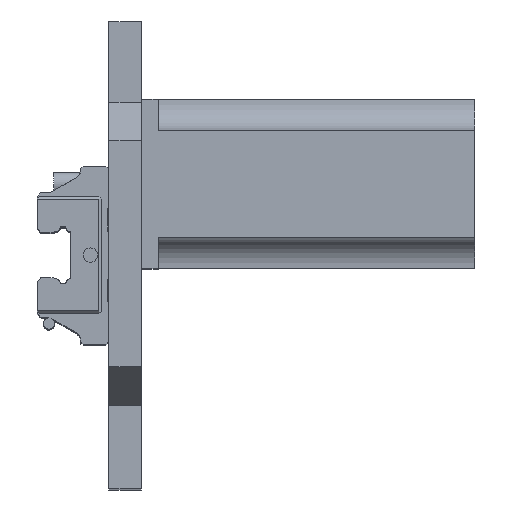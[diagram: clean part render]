
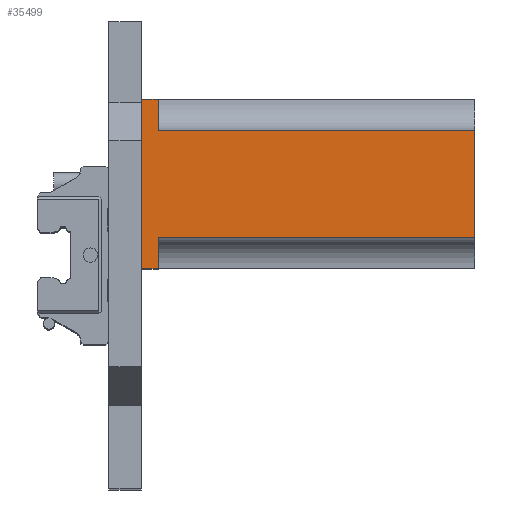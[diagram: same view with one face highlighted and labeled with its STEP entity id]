
A CAD part, top view. The second image highlights one B-rep face of the part: STEP entity #35499.
In plain terms, the highlighted face is planar.
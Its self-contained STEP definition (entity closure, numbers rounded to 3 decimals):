
#35023 = VERTEX_POINT('',#35024);
#35024 = CARTESIAN_POINT('',(-30.,30.,0.));
#35031 = PLANE('',#35032);
#35032 = AXIS2_PLACEMENT_3D('',#35033,#35034,#35035);
#35033 = CARTESIAN_POINT('',(30.,30.,0.));
#35034 = DIRECTION('',(0.,-1.,0.));
#35035 = DIRECTION('',(-1.,0.,0.));
#35043 = PLANE('',#35044);
#35044 = AXIS2_PLACEMENT_3D('',#35045,#35046,#35047);
#35045 = CARTESIAN_POINT('',(0.,0.,0.));
#35046 = DIRECTION('',(0.,0.,1.));
#35047 = DIRECTION('',(1.,0.,0.));
#35155 = PLANE('',#35156);
#35156 = AXIS2_PLACEMENT_3D('',#35157,#35158,#35159);
#35157 = CARTESIAN_POINT('',(0.,0.,118.));
#35158 = DIRECTION('',(0.,0.,1.));
#35159 = DIRECTION('',(1.,0.,0.));
#35183 = CYLINDRICAL_SURFACE('',#35184,11.);
#35184 = AXIS2_PLACEMENT_3D('',#35185,#35186,#35187);
#35185 = CARTESIAN_POINT('',(-30.,30.,118.));
#35186 = DIRECTION('',(0.,0.,1.));
#35187 = DIRECTION('',(0.,-1.,0.));
#35196 = VERTEX_POINT('',#35197);
#35197 = CARTESIAN_POINT('',(-30.,30.,6.));
#35211 = PLANE('',#35212);
#35212 = AXIS2_PLACEMENT_3D('',#35213,#35214,#35215);
#35213 = CARTESIAN_POINT('',(-30.,30.,6.));
#35214 = DIRECTION('',(0.,0.,1.));
#35215 = DIRECTION('',(1.,0.,0.));
#35223 = EDGE_CURVE('',#35023,#35196,#35224,.T.);
#35224 = SURFACE_CURVE('',#35225,(#35229,#35236),.PCURVE_S1.);
#35225 = LINE('',#35226,#35227);
#35226 = CARTESIAN_POINT('',(-30.,30.,0.));
#35227 = VECTOR('',#35228,1.);
#35228 = DIRECTION('',(0.,0.,1.));
#35229 = PCURVE('',#35031,#35230);
#35230 = DEFINITIONAL_REPRESENTATION('',(#35231),#35235);
#35231 = LINE('',#35232,#35233);
#35232 = CARTESIAN_POINT('',(60.,0.));
#35233 = VECTOR('',#35234,1.);
#35234 = DIRECTION('',(0.,-1.));
#35235 = ( GEOMETRIC_REPRESENTATION_CONTEXT(2) 
PARAMETRIC_REPRESENTATION_CONTEXT() REPRESENTATION_CONTEXT('2D SPACE',''
  ) );
#35236 = PCURVE('',#35237,#35242);
#35237 = PLANE('',#35238);
#35238 = AXIS2_PLACEMENT_3D('',#35239,#35240,#35241);
#35239 = CARTESIAN_POINT('',(-30.,30.,0.));
#35240 = DIRECTION('',(1.,0.,0.));
#35241 = DIRECTION('',(0.,-1.,0.));
#35242 = DEFINITIONAL_REPRESENTATION('',(#35243),#35247);
#35243 = LINE('',#35244,#35245);
#35244 = CARTESIAN_POINT('',(0.,0.));
#35245 = VECTOR('',#35246,1.);
#35246 = DIRECTION('',(0.,-1.));
#35247 = ( GEOMETRIC_REPRESENTATION_CONTEXT(2) 
PARAMETRIC_REPRESENTATION_CONTEXT() REPRESENTATION_CONTEXT('2D SPACE',''
  ) );
#35253 = EDGE_CURVE('',#35023,#35254,#35256,.T.);
#35254 = VERTEX_POINT('',#35255);
#35255 = CARTESIAN_POINT('',(-30.,-30.,0.));
#35256 = SURFACE_CURVE('',#35257,(#35261,#35268),.PCURVE_S1.);
#35257 = LINE('',#35258,#35259);
#35258 = CARTESIAN_POINT('',(-30.,30.,0.));
#35259 = VECTOR('',#35260,1.);
#35260 = DIRECTION('',(0.,-1.,0.));
#35261 = PCURVE('',#35043,#35262);
#35262 = DEFINITIONAL_REPRESENTATION('',(#35263),#35267);
#35263 = LINE('',#35264,#35265);
#35264 = CARTESIAN_POINT('',(-30.,30.));
#35265 = VECTOR('',#35266,1.);
#35266 = DIRECTION('',(0.,-1.));
#35267 = ( GEOMETRIC_REPRESENTATION_CONTEXT(2) 
PARAMETRIC_REPRESENTATION_CONTEXT() REPRESENTATION_CONTEXT('2D SPACE',''
  ) );
#35268 = PCURVE('',#35237,#35269);
#35269 = DEFINITIONAL_REPRESENTATION('',(#35270),#35274);
#35270 = LINE('',#35271,#35272);
#35271 = CARTESIAN_POINT('',(0.,0.));
#35272 = VECTOR('',#35273,1.);
#35273 = DIRECTION('',(1.,0.));
#35274 = ( GEOMETRIC_REPRESENTATION_CONTEXT(2) 
PARAMETRIC_REPRESENTATION_CONTEXT() REPRESENTATION_CONTEXT('2D SPACE',''
  ) );
#35292 = PLANE('',#35293);
#35293 = AXIS2_PLACEMENT_3D('',#35294,#35295,#35296);
#35294 = CARTESIAN_POINT('',(-30.,-30.,0.));
#35295 = DIRECTION('',(0.,1.,0.));
#35296 = DIRECTION('',(1.,0.,0.));
#35499 = ADVANCED_FACE('',(#35500),#35237,.F.);
#35500 = FACE_BOUND('',#35501,.F.);
#35501 = EDGE_LOOP('',(#35502,#35503,#35504,#35527,#35550,#35573,#35601,
    #35629));
#35502 = ORIENTED_EDGE('',*,*,#35253,.F.);
#35503 = ORIENTED_EDGE('',*,*,#35223,.T.);
#35504 = ORIENTED_EDGE('',*,*,#35505,.T.);
#35505 = EDGE_CURVE('',#35196,#35506,#35508,.T.);
#35506 = VERTEX_POINT('',#35507);
#35507 = CARTESIAN_POINT('',(-30.,19.,6.));
#35508 = SURFACE_CURVE('',#35509,(#35513,#35520),.PCURVE_S1.);
#35509 = LINE('',#35510,#35511);
#35510 = CARTESIAN_POINT('',(-30.,30.,6.));
#35511 = VECTOR('',#35512,1.);
#35512 = DIRECTION('',(0.,-1.,0.));
#35513 = PCURVE('',#35237,#35514);
#35514 = DEFINITIONAL_REPRESENTATION('',(#35515),#35519);
#35515 = LINE('',#35516,#35517);
#35516 = CARTESIAN_POINT('',(0.,-6.));
#35517 = VECTOR('',#35518,1.);
#35518 = DIRECTION('',(1.,0.));
#35519 = ( GEOMETRIC_REPRESENTATION_CONTEXT(2) 
PARAMETRIC_REPRESENTATION_CONTEXT() REPRESENTATION_CONTEXT('2D SPACE',''
  ) );
#35520 = PCURVE('',#35211,#35521);
#35521 = DEFINITIONAL_REPRESENTATION('',(#35522),#35526);
#35522 = LINE('',#35523,#35524);
#35523 = CARTESIAN_POINT('',(0.,0.));
#35524 = VECTOR('',#35525,1.);
#35525 = DIRECTION('',(0.,-1.));
#35526 = ( GEOMETRIC_REPRESENTATION_CONTEXT(2) 
PARAMETRIC_REPRESENTATION_CONTEXT() REPRESENTATION_CONTEXT('2D SPACE',''
  ) );
#35527 = ORIENTED_EDGE('',*,*,#35528,.F.);
#35528 = EDGE_CURVE('',#35529,#35506,#35531,.T.);
#35529 = VERTEX_POINT('',#35530);
#35530 = CARTESIAN_POINT('',(-30.,19.,118.));
#35531 = SURFACE_CURVE('',#35532,(#35536,#35543),.PCURVE_S1.);
#35532 = LINE('',#35533,#35534);
#35533 = CARTESIAN_POINT('',(-30.,19.,118.));
#35534 = VECTOR('',#35535,1.);
#35535 = DIRECTION('',(-0.,0.,-1.));
#35536 = PCURVE('',#35237,#35537);
#35537 = DEFINITIONAL_REPRESENTATION('',(#35538),#35542);
#35538 = LINE('',#35539,#35540);
#35539 = CARTESIAN_POINT('',(11.,-118.));
#35540 = VECTOR('',#35541,1.);
#35541 = DIRECTION('',(-0.,1.));
#35542 = ( GEOMETRIC_REPRESENTATION_CONTEXT(2) 
PARAMETRIC_REPRESENTATION_CONTEXT() REPRESENTATION_CONTEXT('2D SPACE',''
  ) );
#35543 = PCURVE('',#35183,#35544);
#35544 = DEFINITIONAL_REPRESENTATION('',(#35545),#35549);
#35545 = LINE('',#35546,#35547);
#35546 = CARTESIAN_POINT('',(0.,0.));
#35547 = VECTOR('',#35548,1.);
#35548 = DIRECTION('',(0.,-1.));
#35549 = ( GEOMETRIC_REPRESENTATION_CONTEXT(2) 
PARAMETRIC_REPRESENTATION_CONTEXT() REPRESENTATION_CONTEXT('2D SPACE',''
  ) );
#35550 = ORIENTED_EDGE('',*,*,#35551,.T.);
#35551 = EDGE_CURVE('',#35529,#35552,#35554,.T.);
#35552 = VERTEX_POINT('',#35553);
#35553 = CARTESIAN_POINT('',(-30.,-19.,118.));
#35554 = SURFACE_CURVE('',#35555,(#35559,#35566),.PCURVE_S1.);
#35555 = LINE('',#35556,#35557);
#35556 = CARTESIAN_POINT('',(-30.,30.,118.));
#35557 = VECTOR('',#35558,1.);
#35558 = DIRECTION('',(0.,-1.,0.));
#35559 = PCURVE('',#35237,#35560);
#35560 = DEFINITIONAL_REPRESENTATION('',(#35561),#35565);
#35561 = LINE('',#35562,#35563);
#35562 = CARTESIAN_POINT('',(0.,-118.));
#35563 = VECTOR('',#35564,1.);
#35564 = DIRECTION('',(1.,0.));
#35565 = ( GEOMETRIC_REPRESENTATION_CONTEXT(2) 
PARAMETRIC_REPRESENTATION_CONTEXT() REPRESENTATION_CONTEXT('2D SPACE',''
  ) );
#35566 = PCURVE('',#35155,#35567);
#35567 = DEFINITIONAL_REPRESENTATION('',(#35568),#35572);
#35568 = LINE('',#35569,#35570);
#35569 = CARTESIAN_POINT('',(-30.,30.));
#35570 = VECTOR('',#35571,1.);
#35571 = DIRECTION('',(0.,-1.));
#35572 = ( GEOMETRIC_REPRESENTATION_CONTEXT(2) 
PARAMETRIC_REPRESENTATION_CONTEXT() REPRESENTATION_CONTEXT('2D SPACE',''
  ) );
#35573 = ORIENTED_EDGE('',*,*,#35574,.F.);
#35574 = EDGE_CURVE('',#35575,#35552,#35577,.T.);
#35575 = VERTEX_POINT('',#35576);
#35576 = CARTESIAN_POINT('',(-30.,-19.,6.));
#35577 = SURFACE_CURVE('',#35578,(#35582,#35589),.PCURVE_S1.);
#35578 = LINE('',#35579,#35580);
#35579 = CARTESIAN_POINT('',(-30.,-19.,118.));
#35580 = VECTOR('',#35581,1.);
#35581 = DIRECTION('',(0.,0.,1.));
#35582 = PCURVE('',#35237,#35583);
#35583 = DEFINITIONAL_REPRESENTATION('',(#35584),#35588);
#35584 = LINE('',#35585,#35586);
#35585 = CARTESIAN_POINT('',(49.,-118.));
#35586 = VECTOR('',#35587,1.);
#35587 = DIRECTION('',(0.,-1.));
#35588 = ( GEOMETRIC_REPRESENTATION_CONTEXT(2) 
PARAMETRIC_REPRESENTATION_CONTEXT() REPRESENTATION_CONTEXT('2D SPACE',''
  ) );
#35589 = PCURVE('',#35590,#35595);
#35590 = CYLINDRICAL_SURFACE('',#35591,11.);
#35591 = AXIS2_PLACEMENT_3D('',#35592,#35593,#35594);
#35592 = CARTESIAN_POINT('',(-30.,-30.,118.));
#35593 = DIRECTION('',(0.,0.,1.));
#35594 = DIRECTION('',(1.,0.,0.));
#35595 = DEFINITIONAL_REPRESENTATION('',(#35596),#35600);
#35596 = LINE('',#35597,#35598);
#35597 = CARTESIAN_POINT('',(1.571,0.));
#35598 = VECTOR('',#35599,1.);
#35599 = DIRECTION('',(0.,1.));
#35600 = ( GEOMETRIC_REPRESENTATION_CONTEXT(2) 
PARAMETRIC_REPRESENTATION_CONTEXT() REPRESENTATION_CONTEXT('2D SPACE',''
  ) );
#35601 = ORIENTED_EDGE('',*,*,#35602,.T.);
#35602 = EDGE_CURVE('',#35575,#35603,#35605,.T.);
#35603 = VERTEX_POINT('',#35604);
#35604 = CARTESIAN_POINT('',(-30.,-30.,6.));
#35605 = SURFACE_CURVE('',#35606,(#35610,#35617),.PCURVE_S1.);
#35606 = LINE('',#35607,#35608);
#35607 = CARTESIAN_POINT('',(-30.,0.,6.));
#35608 = VECTOR('',#35609,1.);
#35609 = DIRECTION('',(0.,-1.,0.));
#35610 = PCURVE('',#35237,#35611);
#35611 = DEFINITIONAL_REPRESENTATION('',(#35612),#35616);
#35612 = LINE('',#35613,#35614);
#35613 = CARTESIAN_POINT('',(30.,-6.));
#35614 = VECTOR('',#35615,1.);
#35615 = DIRECTION('',(1.,0.));
#35616 = ( GEOMETRIC_REPRESENTATION_CONTEXT(2) 
PARAMETRIC_REPRESENTATION_CONTEXT() REPRESENTATION_CONTEXT('2D SPACE',''
  ) );
#35617 = PCURVE('',#35618,#35623);
#35618 = PLANE('',#35619);
#35619 = AXIS2_PLACEMENT_3D('',#35620,#35621,#35622);
#35620 = CARTESIAN_POINT('',(-30.,-30.,6.));
#35621 = DIRECTION('',(0.,0.,1.));
#35622 = DIRECTION('',(0.,1.,0.));
#35623 = DEFINITIONAL_REPRESENTATION('',(#35624),#35628);
#35624 = LINE('',#35625,#35626);
#35625 = CARTESIAN_POINT('',(30.,0.));
#35626 = VECTOR('',#35627,1.);
#35627 = DIRECTION('',(-1.,0.));
#35628 = ( GEOMETRIC_REPRESENTATION_CONTEXT(2) 
PARAMETRIC_REPRESENTATION_CONTEXT() REPRESENTATION_CONTEXT('2D SPACE',''
  ) );
#35629 = ORIENTED_EDGE('',*,*,#35630,.F.);
#35630 = EDGE_CURVE('',#35254,#35603,#35631,.T.);
#35631 = SURFACE_CURVE('',#35632,(#35636,#35643),.PCURVE_S1.);
#35632 = LINE('',#35633,#35634);
#35633 = CARTESIAN_POINT('',(-30.,-30.,0.));
#35634 = VECTOR('',#35635,1.);
#35635 = DIRECTION('',(0.,0.,1.));
#35636 = PCURVE('',#35237,#35637);
#35637 = DEFINITIONAL_REPRESENTATION('',(#35638),#35642);
#35638 = LINE('',#35639,#35640);
#35639 = CARTESIAN_POINT('',(60.,0.));
#35640 = VECTOR('',#35641,1.);
#35641 = DIRECTION('',(0.,-1.));
#35642 = ( GEOMETRIC_REPRESENTATION_CONTEXT(2) 
PARAMETRIC_REPRESENTATION_CONTEXT() REPRESENTATION_CONTEXT('2D SPACE',''
  ) );
#35643 = PCURVE('',#35292,#35644);
#35644 = DEFINITIONAL_REPRESENTATION('',(#35645),#35649);
#35645 = LINE('',#35646,#35647);
#35646 = CARTESIAN_POINT('',(0.,0.));
#35647 = VECTOR('',#35648,1.);
#35648 = DIRECTION('',(0.,-1.));
#35649 = ( GEOMETRIC_REPRESENTATION_CONTEXT(2) 
PARAMETRIC_REPRESENTATION_CONTEXT() REPRESENTATION_CONTEXT('2D SPACE',''
  ) );
